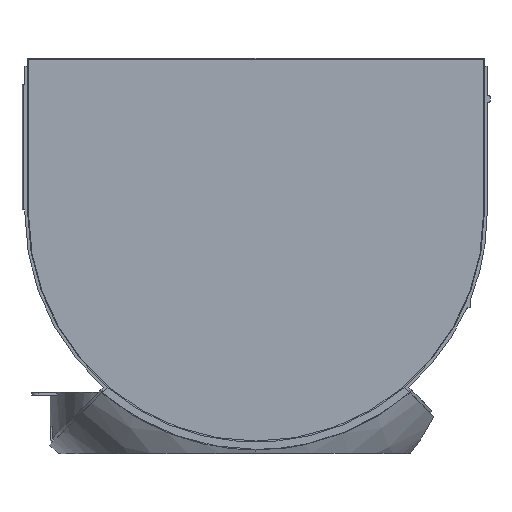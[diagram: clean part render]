
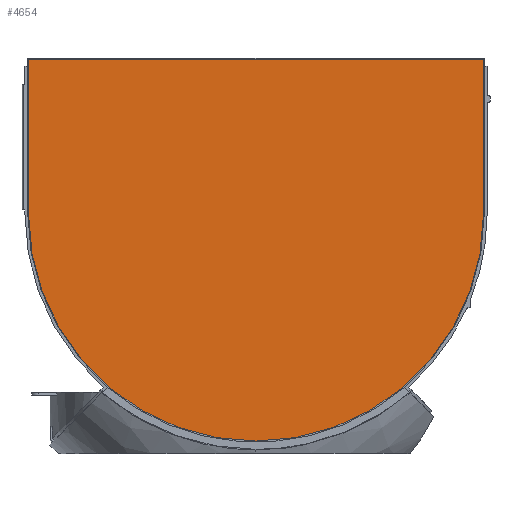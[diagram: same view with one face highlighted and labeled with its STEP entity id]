
A CAD part, left-side view. The second image highlights one B-rep face of the part: STEP entity #4654.
In plain terms, the highlighted planar face has unit normal (-1, 0, 0).
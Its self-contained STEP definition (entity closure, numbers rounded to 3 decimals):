
#508 = ORIENTED_EDGE ( 'NONE', *, *, #9964, .F. ) ;
#1025 = CARTESIAN_POINT ( 'NONE',  ( -250., -764., 0.8 ) ) ;
#1130 = PLANE ( 'NONE',  #4179 ) ;
#1311 = DIRECTION ( 'NONE',  ( 1., 0., 0. ) ) ;
#1373 = EDGE_LOOP ( 'NONE', ( #7893, #5545, #508, #8628 ) ) ;
#1455 = VECTOR ( 'NONE', #3639, 1000. ) ;
#1511 = CARTESIAN_POINT ( 'NONE',  ( -250., 61., 0.8 ) ) ;
#2040 = VERTEX_POINT ( 'NONE', #1511 ) ;
#2784 = LINE ( 'NONE', #6618, #1455 ) ;
#3143 = EDGE_CURVE ( 'NONE', #11816, #2040, #8826, .T. ) ;
#3513 = CARTESIAN_POINT ( 'NONE',  ( -250., 61., 3. ) ) ;
#3570 = CARTESIAN_POINT ( 'NONE',  ( -250., 61., -215. ) ) ;
#3621 = CARTESIAN_POINT ( 'NONE',  ( -250., -257., -215. ) ) ;
#3639 = DIRECTION ( 'NONE',  ( 0., 0., -1. ) ) ;
#3701 = LINE ( 'NONE', #1025, #9693 ) ;
#4151 = VERTEX_POINT ( 'NONE', #10671 ) ;
#4179 = AXIS2_PLACEMENT_3D ( 'NONE', #4339, #1311, #12561 ) ;
#4339 = CARTESIAN_POINT ( 'NONE',  ( -250., -764., 3. ) ) ;
#4654 = ADVANCED_FACE ( 'NONE', ( #6039 ), #1130, .F. ) ;
#5467 = DIRECTION ( 'NONE',  ( 0., -1., 0. ) ) ;
#5545 = ORIENTED_EDGE ( 'NONE', *, *, #11864, .F. ) ;
#5916 = VERTEX_POINT ( 'NONE', #8190 ) ;
#6039 = FACE_OUTER_BOUND ( 'NONE', #1373, .T. ) ;
#6412 = AXIS2_PLACEMENT_3D ( 'NONE', #3621, #12831, #12780 ) ;
#6618 = CARTESIAN_POINT ( 'NONE',  ( -250., -575., 3. ) ) ;
#6947 = CIRCLE ( 'NONE', #6412, 318. ) ;
#7844 = VECTOR ( 'NONE', #9722, 1000. ) ;
#7893 = ORIENTED_EDGE ( 'NONE', *, *, #3143, .F. ) ;
#8190 = CARTESIAN_POINT ( 'NONE',  ( -250., -575., 0.8 ) ) ;
#8628 = ORIENTED_EDGE ( 'NONE', *, *, #12441, .F. ) ;
#8826 = LINE ( 'NONE', #3513, #7844 ) ;
#9693 = VECTOR ( 'NONE', #5467, 1000. ) ;
#9722 = DIRECTION ( 'NONE',  ( 0., 0., 1. ) ) ;
#9964 = EDGE_CURVE ( 'NONE', #5916, #4151, #2784, .T. ) ;
#10671 = CARTESIAN_POINT ( 'NONE',  ( -250., -575., -215. ) ) ;
#11816 = VERTEX_POINT ( 'NONE', #3570 ) ;
#11864 = EDGE_CURVE ( 'NONE', #4151, #11816, #6947, .T. ) ;
#12441 = EDGE_CURVE ( 'NONE', #2040, #5916, #3701, .T. ) ;
#12561 = DIRECTION ( 'NONE',  ( 0., 0., -1. ) ) ;
#12780 = DIRECTION ( 'NONE',  ( 0., 0., 1. ) ) ;
#12831 = DIRECTION ( 'NONE',  ( 1., 0., 0. ) ) ;
